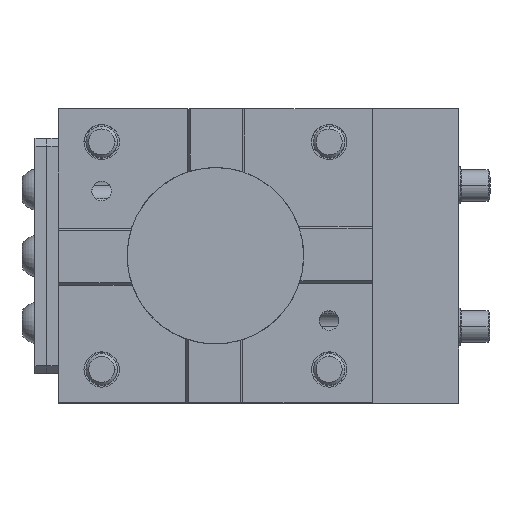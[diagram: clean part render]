
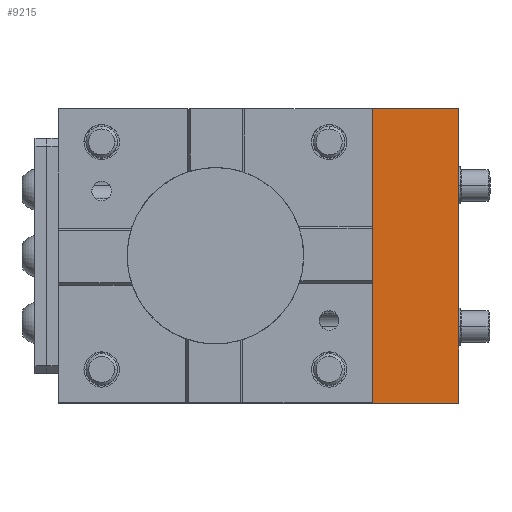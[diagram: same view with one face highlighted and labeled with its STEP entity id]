
A CAD part, top view. The second image highlights one B-rep face of the part: STEP entity #9215.
In plain terms, the highlighted planar face has unit normal (0, 0, 1).
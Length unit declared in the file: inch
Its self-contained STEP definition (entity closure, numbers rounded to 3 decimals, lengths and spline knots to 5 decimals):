
#1071 = VECTOR ( 'NONE', #7105, 39.37008 ) ;
#1541 = EDGE_CURVE ( 'NONE', #7737, #12734, #12102, .T. ) ;
#1884 = LINE ( 'NONE', #14891, #14832 ) ;
#2206 = EDGE_CURVE ( 'NONE', #3218, #13723, #6255, .T. ) ;
#2471 = VECTOR ( 'NONE', #9238, 39.37008 ) ;
#2747 = DIRECTION ( 'NONE',  ( 1., 0., 0. ) ) ;
#3218 = VERTEX_POINT ( 'NONE', #15978 ) ;
#3281 = CARTESIAN_POINT ( 'NONE',  ( 2.44094, -1.47638, -0.98425 ) ) ;
#4188 = FACE_OUTER_BOUND ( 'NONE', #5123, .T. ) ;
#4323 = LINE ( 'NONE', #14362, #1071 ) ;
#4839 = CARTESIAN_POINT ( 'NONE',  ( 1.5748, -1.47638, -0.98425 ) ) ;
#5008 = ORIENTED_EDGE ( 'NONE', *, *, #2206, .F. ) ;
#5123 = EDGE_LOOP ( 'NONE', ( #9127, #6061, #5008, #6568 ) ) ;
#5496 = EDGE_CURVE ( 'NONE', #12734, #13723, #4323, .T. ) ;
#5716 = CARTESIAN_POINT ( 'NONE',  ( 1.5748, -1.47638, -0.98425 ) ) ;
#6061 = ORIENTED_EDGE ( 'NONE', *, *, #5496, .T. ) ;
#6255 = LINE ( 'NONE', #3281, #13485 ) ;
#6568 = ORIENTED_EDGE ( 'NONE', *, *, #10395, .F. ) ;
#6932 = CARTESIAN_POINT ( 'NONE',  ( 1.5748, 1.47638, -0.98425 ) ) ;
#7105 = DIRECTION ( 'NONE',  ( 1., 0., 0. ) ) ;
#7717 = DIRECTION ( 'NONE',  ( 1., 0., 0. ) ) ;
#7737 = VERTEX_POINT ( 'NONE', #6932 ) ;
#9127 = ORIENTED_EDGE ( 'NONE', *, *, #1541, .T. ) ;
#9215 = ADVANCED_FACE ( 'NONE', ( #4188 ), #10017, .T. ) ;
#9238 = DIRECTION ( 'NONE',  ( 0., -1., 0. ) ) ;
#10017 = PLANE ( 'NONE',  #13581 ) ;
#10395 = EDGE_CURVE ( 'NONE', #7737, #3218, #1884, .T. ) ;
#12102 = LINE ( 'NONE', #4839, #2471 ) ;
#12734 = VERTEX_POINT ( 'NONE', #16420 ) ;
#13419 = DIRECTION ( 'NONE',  ( 0., -1., 0. ) ) ;
#13485 = VECTOR ( 'NONE', #13419, 39.37008 ) ;
#13581 = AXIS2_PLACEMENT_3D ( 'NONE', #5716, #15828, #2747 ) ;
#13723 = VERTEX_POINT ( 'NONE', #15855 ) ;
#14362 = CARTESIAN_POINT ( 'NONE',  ( 1.5748, -1.47638, -0.98425 ) ) ;
#14832 = VECTOR ( 'NONE', #7717, 39.37008 ) ;
#14891 = CARTESIAN_POINT ( 'NONE',  ( 0., 1.47638, -0.98425 ) ) ;
#15828 = DIRECTION ( 'NONE',  ( 0., 0., 1. ) ) ;
#15855 = CARTESIAN_POINT ( 'NONE',  ( 2.44094, -1.47638, -0.98425 ) ) ;
#15978 = CARTESIAN_POINT ( 'NONE',  ( 2.44094, 1.47638, -0.98425 ) ) ;
#16420 = CARTESIAN_POINT ( 'NONE',  ( 1.5748, -1.47638, -0.98425 ) ) ;
